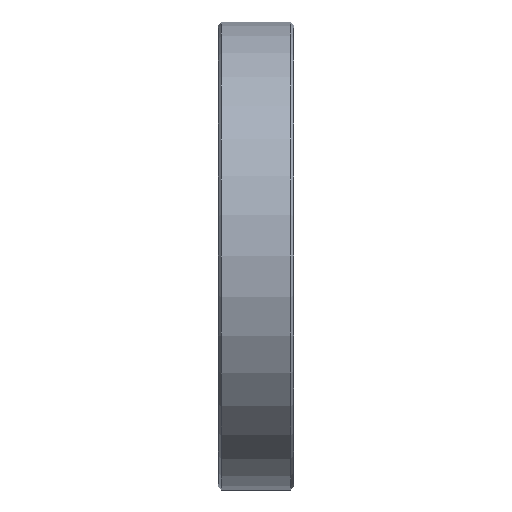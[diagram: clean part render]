
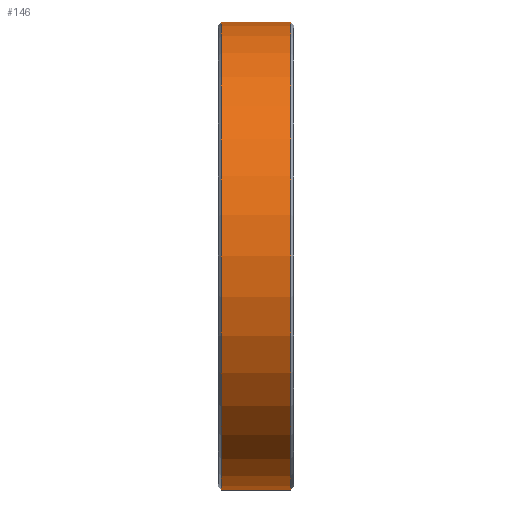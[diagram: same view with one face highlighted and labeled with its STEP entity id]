
A CAD part, front view. The second image highlights one B-rep face of the part: STEP entity #146.
In plain terms, the highlighted cylindrical face has radius 58.674 mm (diameter 117.348 mm), a partial arc.
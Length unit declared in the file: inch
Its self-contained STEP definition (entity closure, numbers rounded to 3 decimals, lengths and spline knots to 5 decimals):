
#23 = EDGE_LOOP ( 'NONE', ( #83, #2145, #2234, #2282 ) ) ;
#83 = ORIENTED_EDGE ( 'NONE', *, *, #1540, .F. ) ;
#121 = VECTOR ( 'NONE', #868, 39.37008 ) ;
#146 = ADVANCED_FACE ( 'NONE', ( #1342 ), #1941, .T. ) ;
#154 = CARTESIAN_POINT ( 'NONE',  ( 0., 0., 0. ) ) ;
#174 = DIRECTION ( 'NONE',  ( 0., 0., 1. ) ) ;
#499 = CIRCLE ( 'NONE', #1508, 2.31 ) ;
#535 = VECTOR ( 'NONE', #1514, 39.37008 ) ;
#562 = VERTEX_POINT ( 'NONE', #1679 ) ;
#715 = CARTESIAN_POINT ( 'NONE',  ( 0., 0., 2.31 ) ) ;
#732 = CARTESIAN_POINT ( 'NONE',  ( 0., 0., -2.31 ) ) ;
#767 = EDGE_CURVE ( 'NONE', #1621, #562, #499, .T. ) ;
#868 = DIRECTION ( 'NONE',  ( -1., 0., 0. ) ) ;
#910 = CIRCLE ( 'NONE', #2368, 2.31 ) ;
#911 = CARTESIAN_POINT ( 'NONE',  ( 0.03, 0., 0. ) ) ;
#919 = LINE ( 'NONE', #715, #535 ) ;
#1078 = LINE ( 'NONE', #732, #121 ) ;
#1342 = FACE_OUTER_BOUND ( 'NONE', #23, .T. ) ;
#1377 = CARTESIAN_POINT ( 'NONE',  ( 0.03, 0., -2.31 ) ) ;
#1400 = VERTEX_POINT ( 'NONE', #1377 ) ;
#1503 = DIRECTION ( 'NONE',  ( 0., 0., -1. ) ) ;
#1508 = AXIS2_PLACEMENT_3D ( 'NONE', #2566, #1954, #174 ) ;
#1514 = DIRECTION ( 'NONE',  ( -1., 0., 0. ) ) ;
#1533 = EDGE_CURVE ( 'NONE', #1712, #1400, #910, .T. ) ;
#1540 = EDGE_CURVE ( 'NONE', #1621, #1400, #1078, .T. ) ;
#1621 = VERTEX_POINT ( 'NONE', #2274 ) ;
#1679 = CARTESIAN_POINT ( 'NONE',  ( 0.72, 0., 2.31 ) ) ;
#1712 = VERTEX_POINT ( 'NONE', #2354 ) ;
#1935 = EDGE_CURVE ( 'NONE', #562, #1712, #919, .T. ) ;
#1941 = CYLINDRICAL_SURFACE ( 'NONE', #2167, 2.31 ) ;
#1954 = DIRECTION ( 'NONE',  ( -1., 0., 0. ) ) ;
#1964 = DIRECTION ( 'NONE',  ( -1., 0., 0. ) ) ;
#1982 = DIRECTION ( 'NONE',  ( 0., 0., 1. ) ) ;
#2110 = DIRECTION ( 'NONE',  ( 1., 0., 0. ) ) ;
#2145 = ORIENTED_EDGE ( 'NONE', *, *, #767, .T. ) ;
#2167 = AXIS2_PLACEMENT_3D ( 'NONE', #154, #1964, #1982 ) ;
#2234 = ORIENTED_EDGE ( 'NONE', *, *, #1935, .T. ) ;
#2274 = CARTESIAN_POINT ( 'NONE',  ( 0.72, 0., -2.31 ) ) ;
#2282 = ORIENTED_EDGE ( 'NONE', *, *, #1533, .T. ) ;
#2354 = CARTESIAN_POINT ( 'NONE',  ( 0.03, 0., 2.31 ) ) ;
#2368 = AXIS2_PLACEMENT_3D ( 'NONE', #911, #2110, #1503 ) ;
#2566 = CARTESIAN_POINT ( 'NONE',  ( 0.72, 0., 0. ) ) ;
